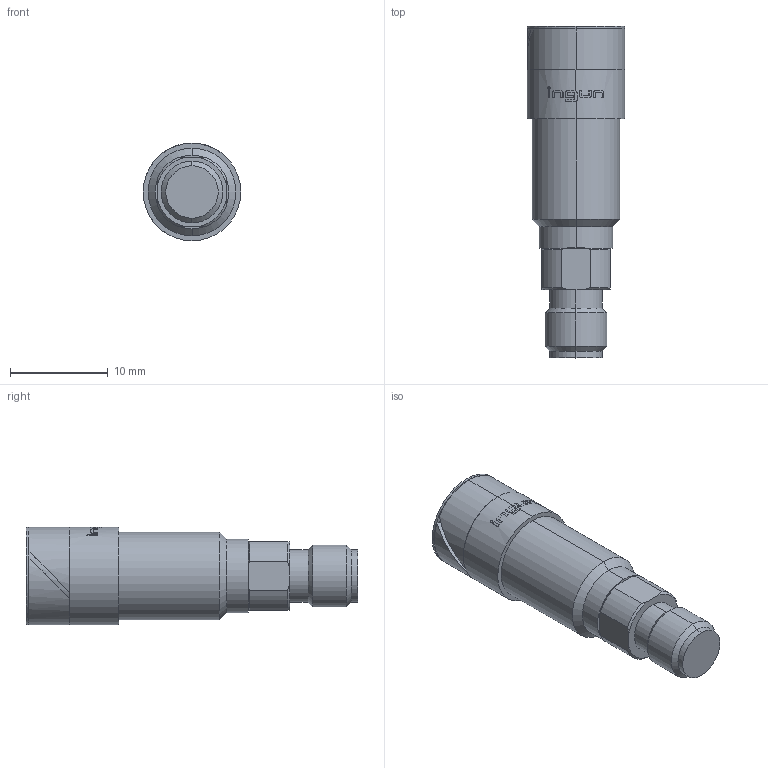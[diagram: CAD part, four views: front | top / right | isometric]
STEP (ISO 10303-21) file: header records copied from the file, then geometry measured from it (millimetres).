
FILE_DESCRIPTION (( 'STEP AP203' ), '1' );
FILE_NAME ('INGUN_HFS-ADA-QSMA-M-SMA-F.STEP', '2022-05-19T09:41:08', ( 'ochi' ), ( '' ), 'SwSTEP 2.0', 'SolidWorks 2018', '' );
FILE_SCHEMA (( 'CONFIG_CONTROL_DESIGN' ));
Length unit declared in the file: millimetre
Products named in the file (1): INGUN_HFS-ADA-QSMA-M-SMA-F
Bounding box: 10 x 34 x 10 mm (x, y, z)
Volume: 1749.2 mm3; surface area: 1240.6 mm2
Topology: 1 solids, 1 shells, 332 faces, 740 edges, 428 vertices
Faces by surface type: plane 227, cylinder 53, cone 24, bspline 22, sphere 4, torus 2
Entity records: 9335 total; most frequent: CARTESIAN_POINT 2513, ORIENTED_EDGE 1464, DIRECTION 1290, EDGE_CURVE 732, AXIS2_PLACEMENT_3D 463, VERTEX_POINT 424, LINE 364, VECTOR 364
